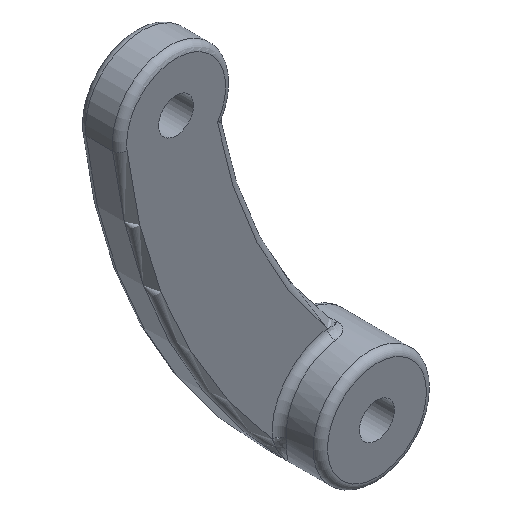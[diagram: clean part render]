
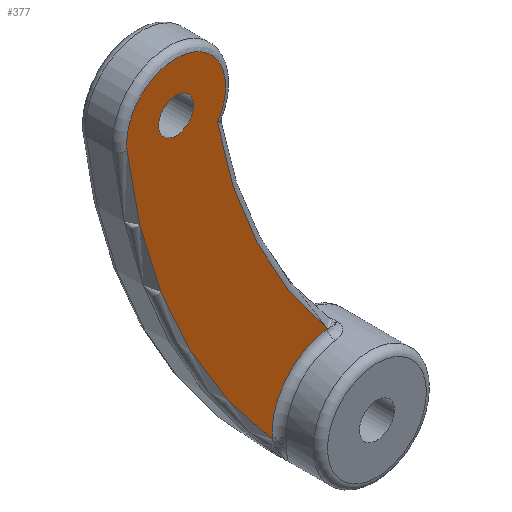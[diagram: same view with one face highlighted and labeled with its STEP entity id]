
A CAD part, isometric view. The second image highlights one B-rep face of the part: STEP entity #377.
In plain terms, the highlighted planar face has unit normal (0, -1, 0).
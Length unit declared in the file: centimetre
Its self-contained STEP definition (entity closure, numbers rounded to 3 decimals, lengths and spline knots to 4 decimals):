
#55=PLANE('',#434);
#65=FACE_BOUND('',#129,.T.);
#92=FACE_OUTER_BOUND('',#128,.T.);
#128=EDGE_LOOP('',(#335,#336,#337,#338));
#129=EDGE_LOOP('',(#339));
#139=CIRCLE('',#394,0.17);
#142=CIRCLE('',#398,0.62);
#153=CIRCLE('',#415,4.82);
#156=CIRCLE('',#419,0.48);
#162=CIRCLE('',#432,5.6596);
#172=VERTEX_POINT('',#577);
#174=VERTEX_POINT('',#620);
#177=VERTEX_POINT('',#641);
#186=VERTEX_POINT('',#787);
#190=VERTEX_POINT('',#866);
#202=EDGE_CURVE('',#172,#172,#139,.F.);
#207=EDGE_CURVE('',#177,#174,#142,.T.);
#231=EDGE_CURVE('',#186,#177,#153,.T.);
#234=EDGE_CURVE('',#190,#186,#156,.T.);
#241=EDGE_CURVE('',#174,#190,#162,.T.);
#335=ORIENTED_EDGE('',*,*,#207,.F.);
#336=ORIENTED_EDGE('',*,*,#231,.F.);
#337=ORIENTED_EDGE('',*,*,#234,.F.);
#338=ORIENTED_EDGE('',*,*,#241,.F.);
#339=ORIENTED_EDGE('',*,*,#202,.F.);
#377=ADVANCED_FACE('',(#92,#65),#55,.F.);
#394=AXIS2_PLACEMENT_3D('',#578,#465,#466);
#398=AXIS2_PLACEMENT_3D('',#643,#473,#474);
#415=AXIS2_PLACEMENT_3D('',#862,#512,#513);
#419=AXIS2_PLACEMENT_3D('',#868,#520,#521);
#432=AXIS2_PLACEMENT_3D('',#884,#547,#548);
#434=AXIS2_PLACEMENT_3D('',#886,#551,#552);
#465=DIRECTION('center_axis',(0.,1.,0.));
#466=DIRECTION('ref_axis',(1.,0.,0.));
#473=DIRECTION('center_axis',(0.,-1.,0.));
#474=DIRECTION('ref_axis',(-0.81,0.,0.586));
#512=DIRECTION('center_axis',(0.,-1.,0.));
#513=DIRECTION('ref_axis',(-0.897,0.,-0.443));
#520=DIRECTION('center_axis',(0.,1.,0.));
#521=DIRECTION('ref_axis',(0.205,0.,0.979));
#547=DIRECTION('center_axis',(0.,1.,0.));
#548=DIRECTION('ref_axis',(-0.897,0.,-0.443));
#551=DIRECTION('center_axis',(0.,1.,0.));
#552=DIRECTION('ref_axis',(1.,0.,0.));
#577=CARTESIAN_POINT('',(-5.22,1.65,5.8481));
#578=CARTESIAN_POINT('Origin',(-5.05,1.65,5.8481));
#620=CARTESIAN_POINT('',(-4.118,1.65,2.6598));
#641=CARTESIAN_POINT('',(-3.5835,1.65,3.3244));
#643=CARTESIAN_POINT('Origin',(-3.5,1.65,2.71));
#787=CARTESIAN_POINT('',(-4.6481,1.65,5.5856));
#862=CARTESIAN_POINT('Origin',(0.0959,1.65,6.438));
#866=CARTESIAN_POINT('',(-5.5269,1.65,5.7934));
#868=CARTESIAN_POINT('Origin',(-5.05,1.65,5.8481));
#884=CARTESIAN_POINT('Origin',(0.0959,1.65,6.438));
#886=CARTESIAN_POINT('Origin',(-5.05,1.65,5.8481));
